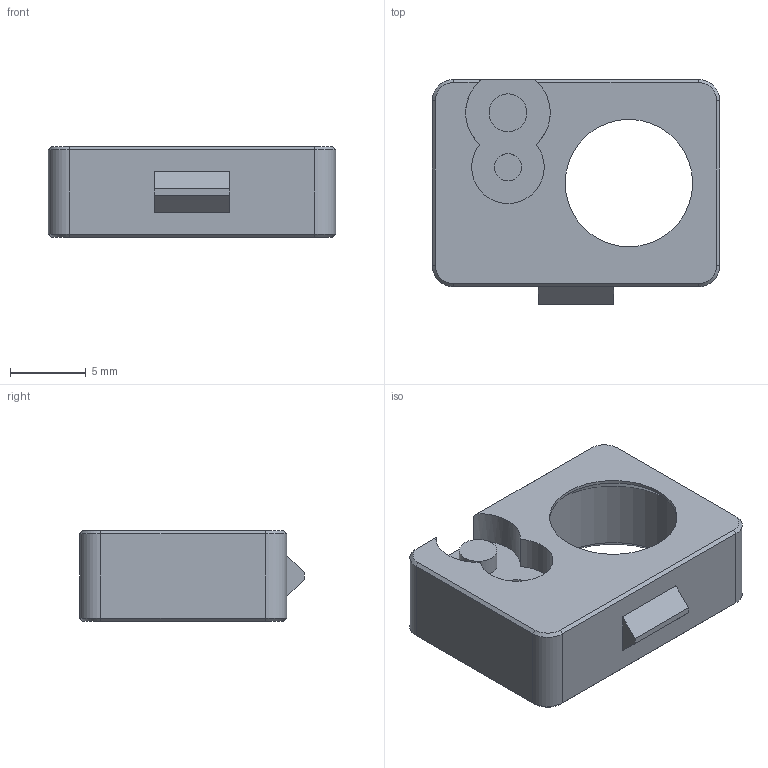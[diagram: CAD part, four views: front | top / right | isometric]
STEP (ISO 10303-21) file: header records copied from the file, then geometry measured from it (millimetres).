
FILE_DESCRIPTION(/* description */ (''),/* implementation_level */ '2;1');
FILE_NAME(/* name */ 'Magnethalter.stp',/* time_stamp */ '2024-12-27T23:00:52+01:00',/* author */ ('Maximilian.Giesen'),/* organization */ (''),/* preprocessor_version */ 'ST-DEVELOPER v20',/* originating_system */ 'Autodesk Inventor 2024',/* authorisation */ '');
FILE_SCHEMA (('AUTOMOTIVE_DESIGN { 1 0 10303 214 3 1 1 }'));
Length unit declared in the file: millimetre
Products named in the file (1): Magnethalter
Bounding box: 19 x 14.88 x 6 mm (x, y, z)
Volume: 1012.5 mm3; surface area: 1007 mm2
Topology: 1 solids, 1 shells, 44 faces, 101 edges, 62 vertices
Faces by surface type: plane 23, cylinder 11, cone 10
Full cylindrical faces by diameter (mm): 1.8 x1, 2.5 x1, 8.43 x1, 10.03 x1
Entity records: 1289 total; most frequent: DIRECTION 227, CARTESIAN_POINT 208, ORIENTED_EDGE 202, EDGE_CURVE 101, AXIS2_PLACEMENT_3D 81, LINE 65, VECTOR 65, VERTEX_POINT 62
